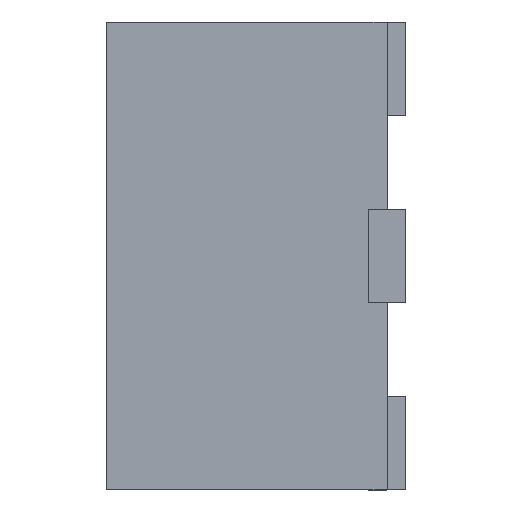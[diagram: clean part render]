
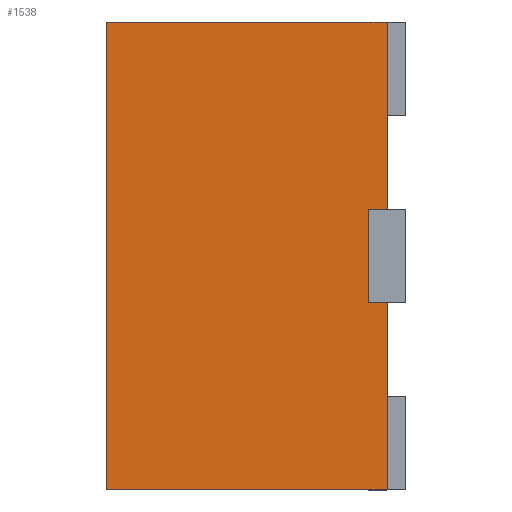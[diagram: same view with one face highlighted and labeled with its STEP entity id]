
A CAD part, left-side view. The second image highlights one B-rep face of the part: STEP entity #1538.
In plain terms, the highlighted planar face has unit normal (-1, 0, 0).
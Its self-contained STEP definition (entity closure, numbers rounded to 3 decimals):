
#43 = ORIENTED_EDGE ( 'NONE', *, *, #2606, .F. ) ;
#96 = EDGE_CURVE ( 'NONE', #674, #1457, #1454, .T. ) ;
#97 = LINE ( 'NONE', #1871, #2402 ) ;
#164 = ORIENTED_EDGE ( 'NONE', *, *, #1258, .T. ) ;
#224 = VECTOR ( 'NONE', #2017, 1000. ) ;
#258 = VERTEX_POINT ( 'NONE', #1301 ) ;
#271 = VECTOR ( 'NONE', #1816, 1000. ) ;
#306 = LINE ( 'NONE', #1188, #2644 ) ;
#331 = ORIENTED_EDGE ( 'NONE', *, *, #2453, .T. ) ;
#361 = CARTESIAN_POINT ( 'NONE',  ( -0.625, 0.05, -0.125 ) ) ;
#474 = LINE ( 'NONE', #1341, #271 ) ;
#478 = EDGE_CURVE ( 'NONE', #258, #2066, #1032, .T. ) ;
#486 = CARTESIAN_POINT ( 'NONE',  ( -0.625, 3.368, 0.625 ) ) ;
#494 = ORIENTED_EDGE ( 'NONE', *, *, #2001, .F. ) ;
#519 = CARTESIAN_POINT ( 'NONE',  ( -0.625, 0.8, 0.625 ) ) ;
#520 = VECTOR ( 'NONE', #2313, 1000. ) ;
#552 = CARTESIAN_POINT ( 'NONE',  ( -0.625, 3.368, -0.625 ) ) ;
#557 = VERTEX_POINT ( 'NONE', #2008 ) ;
#669 = PLANE ( 'NONE',  #843 ) ;
#674 = VERTEX_POINT ( 'NONE', #1531 ) ;
#843 = AXIS2_PLACEMENT_3D ( 'NONE', #2716, #1564, #2482 ) ;
#878 = EDGE_CURVE ( 'NONE', #1457, #2030, #97, .T. ) ;
#974 = DIRECTION ( 'NONE',  ( 0., 0., 1. ) ) ;
#1016 = CARTESIAN_POINT ( 'NONE',  ( -0.625, 0.8, 0.625 ) ) ;
#1032 = LINE ( 'NONE', #1310, #1558 ) ;
#1078 = VECTOR ( 'NONE', #1271, 1000. ) ;
#1132 = FACE_OUTER_BOUND ( 'NONE', #1603, .T. ) ;
#1137 = ORIENTED_EDGE ( 'NONE', *, *, #878, .T. ) ;
#1188 = CARTESIAN_POINT ( 'NONE',  ( -0.625, 0.05, 0.625 ) ) ;
#1258 = EDGE_CURVE ( 'NONE', #2582, #258, #2579, .T. ) ;
#1271 = DIRECTION ( 'NONE',  ( 0., 0., 1. ) ) ;
#1301 = CARTESIAN_POINT ( 'NONE',  ( -0.625, 0.05, -0.625 ) ) ;
#1310 = CARTESIAN_POINT ( 'NONE',  ( -0.625, 0.05, 0.625 ) ) ;
#1341 = CARTESIAN_POINT ( 'NONE',  ( -0.625, 0.1, -0.125 ) ) ;
#1352 = ORIENTED_EDGE ( 'NONE', *, *, #2270, .F. ) ;
#1454 = LINE ( 'NONE', #2389, #1078 ) ;
#1457 = VERTEX_POINT ( 'NONE', #2845 ) ;
#1458 = LINE ( 'NONE', #1016, #1702 ) ;
#1531 = CARTESIAN_POINT ( 'NONE',  ( -0.625, 0.1, -0.125 ) ) ;
#1538 = ADVANCED_FACE ( 'NONE', ( #1132 ), #669, .F. ) ;
#1558 = VECTOR ( 'NONE', #2371, 1000. ) ;
#1564 = DIRECTION ( 'NONE',  ( 1., 0., 0. ) ) ;
#1603 = EDGE_LOOP ( 'NONE', ( #1352, #2476, #1137, #331, #43, #494, #164, #2338 ) ) ;
#1702 = VECTOR ( 'NONE', #2749, 1000. ) ;
#1816 = DIRECTION ( 'NONE',  ( 0., -1., 0. ) ) ;
#1871 = CARTESIAN_POINT ( 'NONE',  ( -0.625, 0.1, 0.125 ) ) ;
#2001 = EDGE_CURVE ( 'NONE', #2582, #2380, #1458, .T. ) ;
#2004 = CARTESIAN_POINT ( 'NONE',  ( -0.625, 0.8, -0.625 ) ) ;
#2008 = CARTESIAN_POINT ( 'NONE',  ( -0.625, 0.05, 0.625 ) ) ;
#2017 = DIRECTION ( 'NONE',  ( 0., -1., 0. ) ) ;
#2030 = VERTEX_POINT ( 'NONE', #2524 ) ;
#2066 = VERTEX_POINT ( 'NONE', #361 ) ;
#2133 = DIRECTION ( 'NONE',  ( 0., -1., 0. ) ) ;
#2245 = LINE ( 'NONE', #486, #224 ) ;
#2270 = EDGE_CURVE ( 'NONE', #674, #2066, #474, .T. ) ;
#2313 = DIRECTION ( 'NONE',  ( 0., -1., 0. ) ) ;
#2338 = ORIENTED_EDGE ( 'NONE', *, *, #478, .T. ) ;
#2371 = DIRECTION ( 'NONE',  ( 0., 0., 1. ) ) ;
#2380 = VERTEX_POINT ( 'NONE', #519 ) ;
#2389 = CARTESIAN_POINT ( 'NONE',  ( -0.625, 0.1, -0.125 ) ) ;
#2402 = VECTOR ( 'NONE', #2133, 1000. ) ;
#2453 = EDGE_CURVE ( 'NONE', #2030, #557, #306, .T. ) ;
#2476 = ORIENTED_EDGE ( 'NONE', *, *, #96, .T. ) ;
#2482 = DIRECTION ( 'NONE',  ( 0., 0., -1. ) ) ;
#2524 = CARTESIAN_POINT ( 'NONE',  ( -0.625, 0.05, 0.125 ) ) ;
#2579 = LINE ( 'NONE', #552, #520 ) ;
#2582 = VERTEX_POINT ( 'NONE', #2004 ) ;
#2606 = EDGE_CURVE ( 'NONE', #2380, #557, #2245, .T. ) ;
#2644 = VECTOR ( 'NONE', #974, 1000. ) ;
#2716 = CARTESIAN_POINT ( 'NONE',  ( -0.625, 3.368, 0.625 ) ) ;
#2749 = DIRECTION ( 'NONE',  ( 0., 0., 1. ) ) ;
#2845 = CARTESIAN_POINT ( 'NONE',  ( -0.625, 0.1, 0.125 ) ) ;
